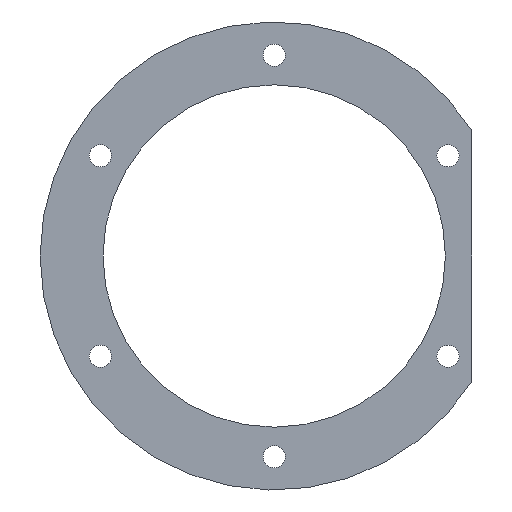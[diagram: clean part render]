
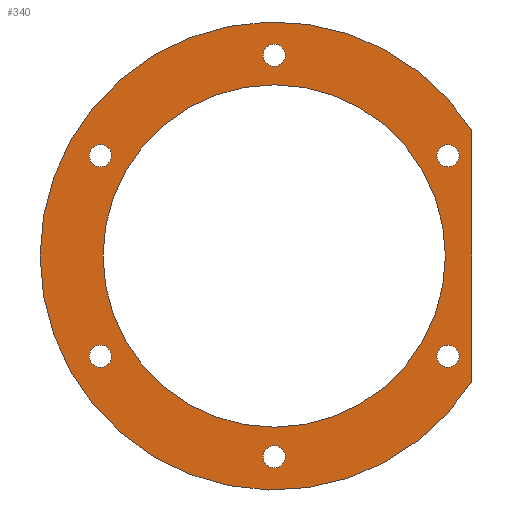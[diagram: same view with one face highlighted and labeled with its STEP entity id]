
A CAD part, front view. The second image highlights one B-rep face of the part: STEP entity #340.
In plain terms, the highlighted planar face has unit normal (0, -1, 0).
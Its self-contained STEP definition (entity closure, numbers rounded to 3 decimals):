
#1=CARTESIAN_POINT('',(0.,75.248,-76.2));
#2=DIRECTION('',(0.,1.,0.));
#3=DIRECTION('',(1.,0.,0.));
#4=AXIS2_PLACEMENT_3D('',#1,#2,#3);
#6=CARTESIAN_POINT('',(0.,75.248,-76.2));
#7=DIRECTION('',(0.,1.,0.));
#8=DIRECTION('',(-1.,0.,0.));
#9=AXIS2_PLACEMENT_3D('',#6,#7,#8);
#11=CARTESIAN_POINT('',(-65.991,75.248,-38.1));
#12=DIRECTION('',(0.,1.,0.));
#13=DIRECTION('',(0.5,0.,-0.866));
#14=AXIS2_PLACEMENT_3D('',#11,#12,#13);
#16=CARTESIAN_POINT('',(-65.991,75.248,-38.1));
#17=DIRECTION('',(0.,1.,0.));
#18=DIRECTION('',(-0.5,0.,0.866));
#19=AXIS2_PLACEMENT_3D('',#16,#17,#18);
#21=CARTESIAN_POINT('',(65.991,75.248,-38.1));
#22=DIRECTION('',(0.,-1.,0.));
#23=DIRECTION('',(-0.5,0.,-0.866));
#24=AXIS2_PLACEMENT_3D('',#21,#22,#23);
#26=CARTESIAN_POINT('',(65.991,75.248,-38.1));
#27=DIRECTION('',(0.,-1.,0.));
#28=DIRECTION('',(0.5,0.,0.866));
#29=AXIS2_PLACEMENT_3D('',#26,#27,#28);
#31=CARTESIAN_POINT('',(0.,75.248,76.2));
#32=DIRECTION('',(0.,-1.,0.));
#33=DIRECTION('',(1.,0.,0.));
#34=AXIS2_PLACEMENT_3D('',#31,#32,#33);
#36=CARTESIAN_POINT('',(0.,75.248,76.2));
#37=DIRECTION('',(0.,-1.,0.));
#38=DIRECTION('',(-1.,0.,0.));
#39=AXIS2_PLACEMENT_3D('',#36,#37,#38);
#41=CARTESIAN_POINT('',(-65.991,75.248,38.1));
#42=DIRECTION('',(0.,-1.,0.));
#43=DIRECTION('',(0.5,0.,0.866));
#44=AXIS2_PLACEMENT_3D('',#41,#42,#43);
#46=CARTESIAN_POINT('',(-65.991,75.248,38.1));
#47=DIRECTION('',(0.,-1.,0.));
#48=DIRECTION('',(-0.5,0.,-0.866));
#49=AXIS2_PLACEMENT_3D('',#46,#47,#48);
#51=CARTESIAN_POINT('',(65.991,75.248,38.1));
#52=DIRECTION('',(0.,1.,0.));
#53=DIRECTION('',(-0.5,0.,0.866));
#54=AXIS2_PLACEMENT_3D('',#51,#52,#53);
#56=CARTESIAN_POINT('',(65.991,75.248,38.1));
#57=DIRECTION('',(0.,1.,0.));
#58=DIRECTION('',(0.5,0.,-0.866));
#59=AXIS2_PLACEMENT_3D('',#56,#57,#58);
#61=DIRECTION('',(0.,0.,1.));
#62=VECTOR('',#61,95.25);
#63=CARTESIAN_POINT('',(75.067,75.248,-47.625));
#64=LINE('',#63,#62);
#65=CARTESIAN_POINT('',(0.,75.248,0.));
#66=DIRECTION('',(0.,1.,0.));
#67=DIRECTION('',(1.,0.,0.));
#68=AXIS2_PLACEMENT_3D('',#65,#66,#67);
#79=CARTESIAN_POINT('',(0.,75.248,0.));
#80=DIRECTION('',(0.,1.,0.));
#81=DIRECTION('',(-1.,0.,0.));
#82=AXIS2_PLACEMENT_3D('',#79,#80,#81);
#214=CARTESIAN_POINT('',(0.,75.248,0.));
#215=DIRECTION('',(0.,-1.,0.));
#216=DIRECTION('',(0.844,0.,0.536));
#217=AXIS2_PLACEMENT_3D('',#214,#215,#216);
#227=CARTESIAN_POINT('',(4.216,75.248,-76.2));
#228=CARTESIAN_POINT('',(-4.216,75.248,-76.2));
#229=VERTEX_POINT('',#227);
#230=VERTEX_POINT('',#228);
#235=CARTESIAN_POINT('',(-63.883,75.248,-41.752));
#236=CARTESIAN_POINT('',(-68.099,75.248,-34.448));
#237=VERTEX_POINT('',#235);
#238=VERTEX_POINT('',#236);
#244=CARTESIAN_POINT('',(63.883,75.248,-41.752));
#246=VERTEX_POINT('',#244);
#248=CARTESIAN_POINT('',(68.099,75.248,-34.448));
#250=VERTEX_POINT('',#248);
#252=CARTESIAN_POINT('',(4.216,75.248,76.2));
#254=VERTEX_POINT('',#252);
#256=CARTESIAN_POINT('',(-4.216,75.248,76.2));
#258=VERTEX_POINT('',#256);
#260=CARTESIAN_POINT('',(-63.883,75.248,41.752));
#262=VERTEX_POINT('',#260);
#264=CARTESIAN_POINT('',(-68.099,75.248,34.448));
#266=VERTEX_POINT('',#264);
#268=CARTESIAN_POINT('',(63.883,75.248,41.752));
#270=VERTEX_POINT('',#268);
#272=CARTESIAN_POINT('',(68.099,75.248,34.448));
#274=VERTEX_POINT('',#272);
#275=CARTESIAN_POINT('',(75.067,75.248,-47.625));
#276=CARTESIAN_POINT('',(75.067,75.248,47.625));
#277=VERTEX_POINT('',#275);
#278=VERTEX_POINT('',#276);
#283=CARTESIAN_POINT('',(65.024,75.248,0.));
#284=CARTESIAN_POINT('',(-65.024,75.248,0.));
#285=VERTEX_POINT('',#283);
#286=VERTEX_POINT('',#284);
#287=CARTESIAN_POINT('',(0.,75.248,0.));
#288=DIRECTION('',(0.,1.,0.));
#289=DIRECTION('',(1.,0.,0.));
#290=AXIS2_PLACEMENT_3D('',#287,#288,#289);
#291=PLANE('',#290);
#293=ORIENTED_EDGE('',*,*,#292,.F.);
#295=ORIENTED_EDGE('',*,*,#294,.F.);
#296=EDGE_LOOP('',(#293,#295));
#297=FACE_OUTER_BOUND('',#296,.F.);
#299=ORIENTED_EDGE('',*,*,#298,.F.);
#301=ORIENTED_EDGE('',*,*,#300,.F.);
#302=EDGE_LOOP('',(#299,#301));
#303=FACE_BOUND('',#302,.F.);
#305=ORIENTED_EDGE('',*,*,#304,.F.);
#307=ORIENTED_EDGE('',*,*,#306,.F.);
#308=EDGE_LOOP('',(#305,#307));
#309=FACE_BOUND('',#308,.F.);
#311=ORIENTED_EDGE('',*,*,#310,.T.);
#313=ORIENTED_EDGE('',*,*,#312,.T.);
#314=EDGE_LOOP('',(#311,#313));
#315=FACE_BOUND('',#314,.F.);
#317=ORIENTED_EDGE('',*,*,#316,.T.);
#319=ORIENTED_EDGE('',*,*,#318,.T.);
#320=EDGE_LOOP('',(#317,#319));
#321=FACE_BOUND('',#320,.F.);
#323=ORIENTED_EDGE('',*,*,#322,.T.);
#325=ORIENTED_EDGE('',*,*,#324,.T.);
#326=EDGE_LOOP('',(#323,#325));
#327=FACE_BOUND('',#326,.F.);
#329=ORIENTED_EDGE('',*,*,#328,.F.);
#331=ORIENTED_EDGE('',*,*,#330,.F.);
#332=EDGE_LOOP('',(#329,#331));
#333=FACE_BOUND('',#332,.F.);
#335=ORIENTED_EDGE('',*,*,#334,.F.);
#337=ORIENTED_EDGE('',*,*,#336,.F.);
#338=EDGE_LOOP('',(#335,#337));
#339=FACE_BOUND('',#338,.F.);
#340=ADVANCED_FACE('',(#297,#303,#309,#315,#321,#327,#333,#339),#291,.F.);
#5=CIRCLE('',#4,4.216);
#10=CIRCLE('',#9,4.216);
#15=CIRCLE('',#14,4.216);
#20=CIRCLE('',#19,4.216);
#25=CIRCLE('',#24,4.216);
#30=CIRCLE('',#29,4.216);
#35=CIRCLE('',#34,4.216);
#40=CIRCLE('',#39,4.216);
#45=CIRCLE('',#44,4.216);
#50=CIRCLE('',#49,4.216);
#55=CIRCLE('',#54,4.216);
#60=CIRCLE('',#59,4.216);
#69=CIRCLE('',#68,65.024);
#83=CIRCLE('',#82,65.024);
#218=CIRCLE('',#217,88.9);
#292=EDGE_CURVE('',#277,#278,#64,.T.);
#294=EDGE_CURVE('',#278,#277,#218,.T.);
#298=EDGE_CURVE('',#229,#230,#5,.T.);
#300=EDGE_CURVE('',#230,#229,#10,.T.);
#304=EDGE_CURVE('',#237,#238,#15,.T.);
#306=EDGE_CURVE('',#238,#237,#20,.T.);
#310=EDGE_CURVE('',#246,#250,#25,.T.);
#312=EDGE_CURVE('',#250,#246,#30,.T.);
#316=EDGE_CURVE('',#254,#258,#35,.T.);
#318=EDGE_CURVE('',#258,#254,#40,.T.);
#322=EDGE_CURVE('',#262,#266,#45,.T.);
#324=EDGE_CURVE('',#266,#262,#50,.T.);
#328=EDGE_CURVE('',#270,#274,#55,.T.);
#330=EDGE_CURVE('',#274,#270,#60,.T.);
#334=EDGE_CURVE('',#285,#286,#69,.T.);
#336=EDGE_CURVE('',#286,#285,#83,.T.);
